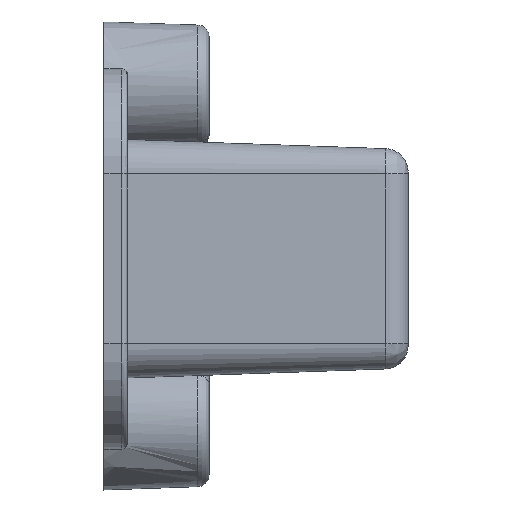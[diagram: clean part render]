
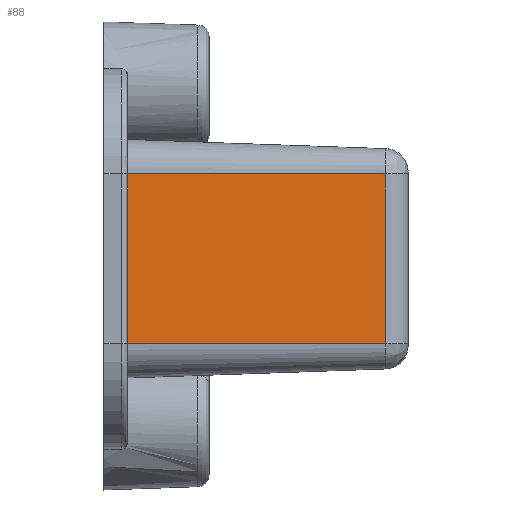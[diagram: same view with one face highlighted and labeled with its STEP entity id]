
A CAD part, front view. The second image highlights one B-rep face of the part: STEP entity #88.
In plain terms, the highlighted planar face has unit normal (0.035, -0.999, 0).
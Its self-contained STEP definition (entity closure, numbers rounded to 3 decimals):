
#88=ADVANCED_FACE('',(#317),#3718,.T.);
#317=FACE_OUTER_BOUND('',#544,.T.);
#544=EDGE_LOOP('',(#1196,#1197,#1198,#1199));
#1196=ORIENTED_EDGE('',*,*,#2149,.F.);
#1197=ORIENTED_EDGE('',*,*,#2151,.T.);
#1198=ORIENTED_EDGE('',*,*,#1963,.T.);
#1199=ORIENTED_EDGE('',*,*,#2144,.F.);
#1963=EDGE_CURVE('',#3306,#3307,#2855,.T.);
#2144=EDGE_CURVE('',#3436,#3307,#2991,.T.);
#2149=EDGE_CURVE('',#3440,#3436,#2993,.T.);
#2151=EDGE_CURVE('',#3440,#3306,#2994,.T.);
#2855=B_SPLINE_CURVE_WITH_KNOTS('',1,(#7685,#7686),.UNSPECIFIED.,.F.,.F.,
(2,2),(0.,14.5),.UNSPECIFIED.);
#2991=B_SPLINE_CURVE_WITH_KNOTS('',1,(#8156,#8157),.UNSPECIFIED.,.F.,.F.,
(2,2),(-22.083,0.),.UNSPECIFIED.);
#2993=B_SPLINE_CURVE_WITH_KNOTS('',1,(#8169,#8170),.UNSPECIFIED.,.F.,.F.,
(2,2),(-14.5,0.),.UNSPECIFIED.);
#2994=B_SPLINE_CURVE_WITH_KNOTS('',1,(#8174,#8175),.UNSPECIFIED.,.F.,.F.,
(2,2),(-22.083,0.),.UNSPECIFIED.);
#3306=VERTEX_POINT('',#7126);
#3307=VERTEX_POINT('',#7127);
#3436=VERTEX_POINT('',#7256);
#3440=VERTEX_POINT('',#7260);
#3718=PLANE('',#3913);
#3913=AXIS2_PLACEMENT_3D('',#5677,#4236,$);
#4236=DIRECTION('',(0.035,-0.999,0.));
#5677=CARTESIAN_POINT('',(-88.132,34.781,42.492));
#7126=CARTESIAN_POINT('',(-112.5,33.93,58.53));
#7127=CARTESIAN_POINT('',(-112.5,33.93,44.03));
#7256=CARTESIAN_POINT('',(-90.43,34.701,44.03));
#7260=CARTESIAN_POINT('',(-90.43,34.701,58.53));
#7685=CARTESIAN_POINT('',(-112.5,33.93,58.53));
#7686=CARTESIAN_POINT('',(-112.5,33.93,44.03));
#8156=CARTESIAN_POINT('',(-90.43,34.701,44.03));
#8157=CARTESIAN_POINT('',(-112.5,33.93,44.03));
#8169=CARTESIAN_POINT('',(-90.43,34.701,58.53));
#8170=CARTESIAN_POINT('',(-90.43,34.701,44.03));
#8174=CARTESIAN_POINT('',(-90.43,34.701,58.53));
#8175=CARTESIAN_POINT('',(-112.5,33.93,58.53));
